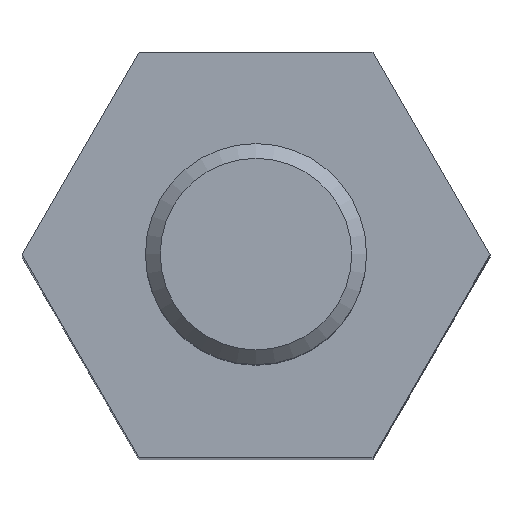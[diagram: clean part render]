
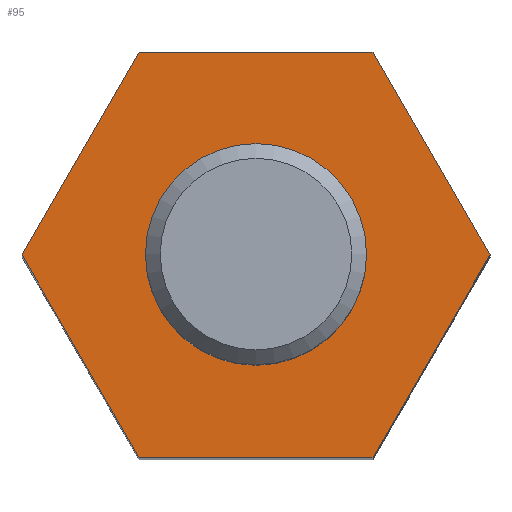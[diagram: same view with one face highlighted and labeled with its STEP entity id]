
A CAD part, top view. The second image highlights one B-rep face of the part: STEP entity #95.
In plain terms, the highlighted planar face has unit normal (0, 0, 1).
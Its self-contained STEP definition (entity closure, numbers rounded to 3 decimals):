
#95 = ADVANCED_FACE( '', ( #195, #196 ), #197, .T. );
#195 = FACE_BOUND( '', #289, .T. );
#196 = FACE_OUTER_BOUND( '', #290, .T. );
#197 = PLANE( '', #291 );
#289 = EDGE_LOOP( '', ( #464 ) );
#290 = EDGE_LOOP( '', ( #465, #466, #467, #468, #469, #470 ) );
#291 = AXIS2_PLACEMENT_3D( '', #471, #472, #473 );
#464 = ORIENTED_EDGE( '', *, *, #509, .T. );
#465 = ORIENTED_EDGE( '', *, *, #504, .T. );
#466 = ORIENTED_EDGE( '', *, *, #538, .T. );
#467 = ORIENTED_EDGE( '', *, *, #543, .T. );
#468 = ORIENTED_EDGE( '', *, *, #490, .T. );
#469 = ORIENTED_EDGE( '', *, *, #499, .T. );
#470 = ORIENTED_EDGE( '', *, *, #541, .T. );
#471 = CARTESIAN_POINT( '', ( 0., 0., 17. ) );
#472 = DIRECTION( '', ( 0., 0., 1. ) );
#473 = DIRECTION( '', ( 1., 0., 0. ) );
#490 = EDGE_CURVE( '', #565, #563, #566, .T. );
#499 = EDGE_CURVE( '', #563, #579, #581, .T. );
#504 = EDGE_CURVE( '', #588, #586, #589, .T. );
#509 = EDGE_CURVE( '', #595, #595, #596, .F. );
#538 = EDGE_CURVE( '', #586, #631, #633, .T. );
#541 = EDGE_CURVE( '', #579, #588, #636, .T. );
#543 = EDGE_CURVE( '', #631, #565, #638, .T. );
#563 = VERTEX_POINT( '', #679 );
#565 = VERTEX_POINT( '', #682 );
#566 = LINE( '', #683, #684 );
#579 = VERTEX_POINT( '', #712 );
#581 = LINE( '', #715, #716 );
#586 = VERTEX_POINT( '', #733 );
#588 = VERTEX_POINT( '', #736 );
#589 = LINE( '', #737, #738 );
#595 = VERTEX_POINT( '', #745 );
#596 = CIRCLE( '', #746, 1.267 );
#631 = VERTEX_POINT( '', #805 );
#633 = LINE( '', #808, #809 );
#636 = LINE( '', #817, #818 );
#638 = LINE( '', #820, #821 );
#679 = CARTESIAN_POINT( '', ( 1.588, -2.75, 17. ) );
#682 = CARTESIAN_POINT( '', ( -1.588, -2.75, 17. ) );
#683 = CARTESIAN_POINT( '', ( -1.588, -2.75, 17. ) );
#684 = VECTOR( '', #835, 1000. );
#712 = CARTESIAN_POINT( '', ( 3.175, 0., 17. ) );
#715 = CARTESIAN_POINT( '', ( 1.588, -2.75, 17. ) );
#716 = VECTOR( '', #844, 1000. );
#733 = CARTESIAN_POINT( '', ( -1.588, 2.75, 17. ) );
#736 = CARTESIAN_POINT( '', ( 1.588, 2.75, 17. ) );
#737 = CARTESIAN_POINT( '', ( 1.588, 2.75, 17. ) );
#738 = VECTOR( '', #846, 1000. );
#745 = CARTESIAN_POINT( '', ( 1.267, 0., 17. ) );
#746 = AXIS2_PLACEMENT_3D( '', #851, #852, #853 );
#805 = CARTESIAN_POINT( '', ( -3.175, 0., 17. ) );
#808 = CARTESIAN_POINT( '', ( -1.588, 2.75, 17. ) );
#809 = VECTOR( '', #885, 1000. );
#817 = CARTESIAN_POINT( '', ( 3.175, 0., 17. ) );
#818 = VECTOR( '', #886, 1000. );
#820 = CARTESIAN_POINT( '', ( -3.175, 0., 17. ) );
#821 = VECTOR( '', #887, 1000. );
#835 = DIRECTION( '', ( 1., 0., 0. ) );
#844 = DIRECTION( '', ( 0.5, 0.866, 0. ) );
#846 = DIRECTION( '', ( -1., 0., 0. ) );
#851 = CARTESIAN_POINT( '', ( 0., 0., 17. ) );
#852 = DIRECTION( '', ( 0., 0., 1. ) );
#853 = DIRECTION( '', ( 1., 0., 0. ) );
#885 = DIRECTION( '', ( -0.5, -0.866, 0. ) );
#886 = DIRECTION( '', ( -0.5, 0.866, 0. ) );
#887 = DIRECTION( '', ( 0.5, -0.866, 0. ) );
